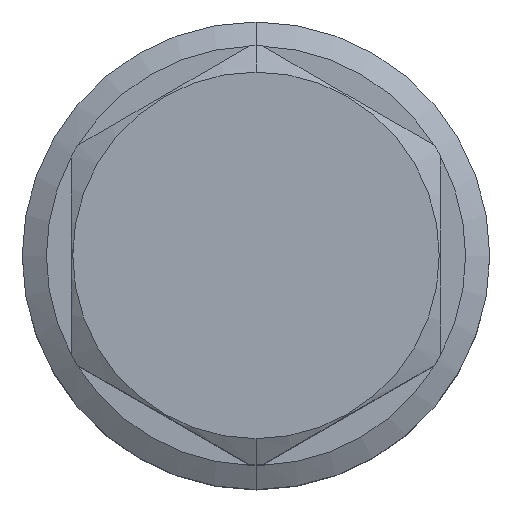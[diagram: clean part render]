
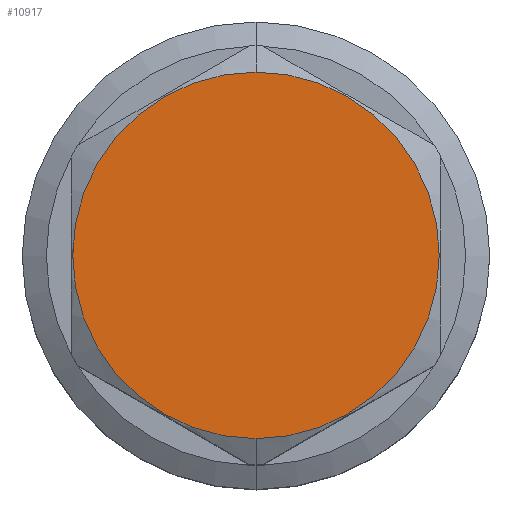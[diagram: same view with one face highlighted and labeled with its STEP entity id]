
A CAD part, top view. The second image highlights one B-rep face of the part: STEP entity #10917.
In plain terms, the highlighted planar face has unit normal (0, 0, 1).
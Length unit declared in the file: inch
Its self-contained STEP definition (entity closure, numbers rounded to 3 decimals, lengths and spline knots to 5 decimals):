
#2211=CARTESIAN_POINT('',(0.,0.,2.125));
#2212=DIRECTION('',(0.,0.,1.));
#2213=DIRECTION('',(0.,-1.,0.));
#2214=AXIS2_PLACEMENT_3D('',#2211,#2212,#2213);
#2216=CARTESIAN_POINT('',(0.,0.,2.125));
#2217=DIRECTION('',(0.,0.,1.));
#2218=DIRECTION('',(0.,1.,0.));
#2219=AXIS2_PLACEMENT_3D('',#2216,#2217,#2218);
#6765=CARTESIAN_POINT('',(0.,-0.807,2.125));
#6766=CARTESIAN_POINT('',(0.,0.807,2.125));
#6767=VERTEX_POINT('',#6765);
#6768=VERTEX_POINT('',#6766);
#10908=CARTESIAN_POINT('',(0.,0.,2.125));
#10909=DIRECTION('',(0.,0.,1.));
#10910=DIRECTION('',(0.,1.,0.));
#10911=AXIS2_PLACEMENT_3D('',#10908,#10909,#10910);
#10912=PLANE('',#10911);
#10913=ORIENTED_EDGE('',*,*,#10678,.F.);
#10914=ORIENTED_EDGE('',*,*,#10899,.F.);
#10915=EDGE_LOOP('',(#10913,#10914));
#10916=FACE_OUTER_BOUND('',#10915,.F.);
#10917=ADVANCED_FACE('',(#10916),#10912,.T.);
#2215=CIRCLE('',#2214,0.807);
#2220=CIRCLE('',#2219,0.807);
#10678=EDGE_CURVE('',#6767,#6768,#2215,.T.);
#10899=EDGE_CURVE('',#6768,#6767,#2220,.T.);
